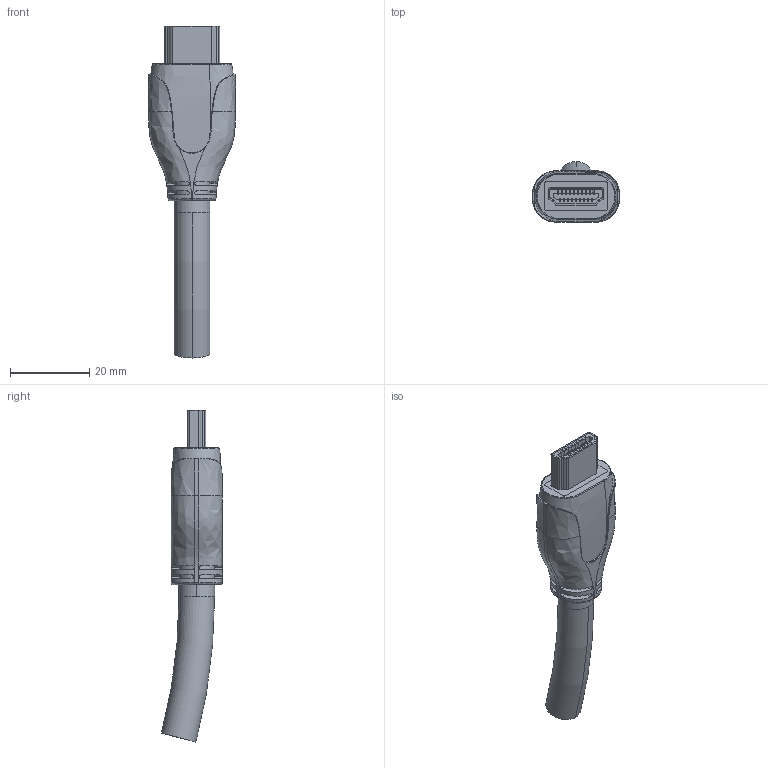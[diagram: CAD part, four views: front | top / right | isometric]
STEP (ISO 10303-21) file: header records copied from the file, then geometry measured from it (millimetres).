
FILE_DESCRIPTION (( 'STEP AP214' ), '1' );
FILE_NAME ('CC65A1E8-7A2B-4075-9E99-5744A3DC4A2F.STEP', '2009-01-16T08:44:58', ( 'sysAdmin' ), ( 'SolidWorks' ), 'SwSTEP 2.0', 'SolidWorks 2009', '' );
FILE_SCHEMA (( 'AUTOMOTIVE_DESIGN' ));
Length unit declared in the file: millimetre
Products named in the file (1): CC65A1E8-7A2B-4075-9E99-5744A3DC4A2F
Bounding box: 22 x 15.42 x 83.93 mm (x, y, z)
Volume: 10110.9 mm3; surface area: 7586.2 mm2
Topology: 24 solids, 24 shells, 435 faces, 1176 edges, 772 vertices
Faces by surface type: plane 280, cylinder 98, bspline 48, torus 9
Entity records: 17097 total; most frequent: CARTESIAN_POINT 6531, ORIENTED_EDGE 2352, DIRECTION 1875, EDGE_CURVE 1176, VECTOR 781, LINE 781, VERTEX_POINT 772, AXIS2_PLACEMENT_3D 547
